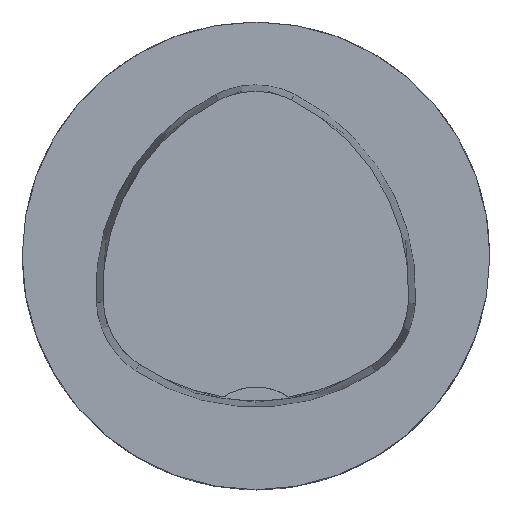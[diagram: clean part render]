
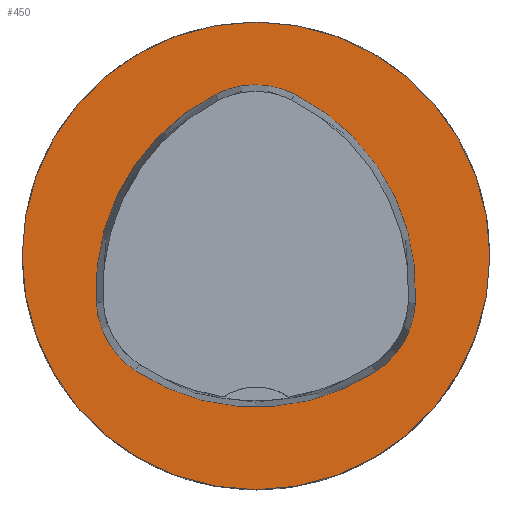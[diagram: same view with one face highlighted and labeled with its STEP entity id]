
A CAD part, top view. The second image highlights one B-rep face of the part: STEP entity #450.
In plain terms, the highlighted planar face has unit normal (0, 0, 1).
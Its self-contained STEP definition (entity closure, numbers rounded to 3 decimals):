
#450=ADVANCED_FACE('',(#1282,#1283),#809,.T.);
#809=PLANE('',#6680);
#1160=CIRCLE('',#6652,16.);
#1161=CIRCLE('',#6658,15.);
#1163=CIRCLE('',#6661,6.);
#1165=CIRCLE('',#6664,15.);
#1167=CIRCLE('',#6667,6.);
#1171=CIRCLE('',#6672,15.);
#1173=CIRCLE('',#6675,6.);
#1282=FACE_BOUND('',#1408,.T.);
#1283=FACE_BOUND('',#1409,.T.);
#1408=EDGE_LOOP('',(#2270,#2271,#2272,#2273,#2274,#2275));
#1409=EDGE_LOOP('',(#2276));
#2270=ORIENTED_EDGE('',*,*,#4749,.T.);
#2271=ORIENTED_EDGE('',*,*,#4729,.T.);
#2272=ORIENTED_EDGE('',*,*,#4733,.T.);
#2273=ORIENTED_EDGE('',*,*,#4736,.T.);
#2274=ORIENTED_EDGE('',*,*,#4739,.T.);
#2275=ORIENTED_EDGE('',*,*,#4747,.T.);
#2276=ORIENTED_EDGE('',*,*,#4720,.F.);
#4088=VERTEX_POINT('',#9277);
#4097=VERTEX_POINT('',#9296);
#4098=VERTEX_POINT('',#9297);
#4101=VERTEX_POINT('',#9305);
#4103=VERTEX_POINT('',#9311);
#4105=VERTEX_POINT('',#9317);
#4112=VERTEX_POINT('',#9338);
#4720=EDGE_CURVE('',#4088,#4088,#1160,.T.);
#4729=EDGE_CURVE('',#4097,#4098,#1161,.T.);
#4733=EDGE_CURVE('',#4098,#4101,#1163,.T.);
#4736=EDGE_CURVE('',#4101,#4103,#1165,.T.);
#4739=EDGE_CURVE('',#4103,#4105,#1167,.T.);
#4747=EDGE_CURVE('',#4105,#4112,#1171,.T.);
#4749=EDGE_CURVE('',#4112,#4097,#1173,.T.);
#6652=AXIS2_PLACEMENT_3D('',#9276,#7424,#7425);
#6658=AXIS2_PLACEMENT_3D('',#9295,#7440,#7441);
#6661=AXIS2_PLACEMENT_3D('',#9304,#7448,#7449);
#6664=AXIS2_PLACEMENT_3D('',#9310,#7455,#7456);
#6667=AXIS2_PLACEMENT_3D('',#9316,#7462,#7463);
#6672=AXIS2_PLACEMENT_3D('',#9339,#7474,#7475);
#6675=AXIS2_PLACEMENT_3D('',#9342,#7480,#7481);
#6680=AXIS2_PLACEMENT_3D('',#9347,#7490,#7491);
#7424=DIRECTION('',(0.,0.,-1.));
#7425=DIRECTION('',(-1.,0.,0.));
#7440=DIRECTION('',(0.,0.,-1.));
#7441=DIRECTION('',(-1.,0.,0.));
#7448=DIRECTION('',(0.,0.,-1.));
#7449=DIRECTION('',(-1.,0.,0.));
#7455=DIRECTION('',(0.,0.,-1.));
#7456=DIRECTION('',(-1.,0.,0.));
#7462=DIRECTION('',(0.,0.,-1.));
#7463=DIRECTION('',(-1.,0.,0.));
#7474=DIRECTION('',(0.,0.,-1.));
#7475=DIRECTION('',(-1.,0.,0.));
#7480=DIRECTION('',(0.,0.,-1.));
#7481=DIRECTION('',(-1.,0.,0.));
#7490=DIRECTION('',(0.,0.,1.));
#7491=DIRECTION('',(1.,0.,0.));
#9276=CARTESIAN_POINT('',(0.,0.,0.));
#9277=CARTESIAN_POINT('',(-16.,0.,0.));
#9295=CARTESIAN_POINT('',(4.048,-2.316,0.));
#9296=CARTESIAN_POINT('',(-10.926,-3.206,0.));
#9297=CARTESIAN_POINT('',(-2.774,11.043,0.));
#9304=CARTESIAN_POINT('',(-0.045,5.7,0.));
#9305=CARTESIAN_POINT('',(2.638,11.066,0.));
#9310=CARTESIAN_POINT('',(-4.07,-2.35,0.));
#9311=CARTESIAN_POINT('',(10.903,-3.249,0.));
#9316=CARTESIAN_POINT('',(4.914,-2.889,0.));
#9317=CARTESIAN_POINT('',(8.177,-7.924,0.));
#9338=CARTESIAN_POINT('',(-8.24,-7.859,0.));
#9339=CARTESIAN_POINT('',(0.019,4.663,0.));
#9342=CARTESIAN_POINT('',(-4.936,-2.85,0.));
#9347=CARTESIAN_POINT('',(0.,0.,0.));
